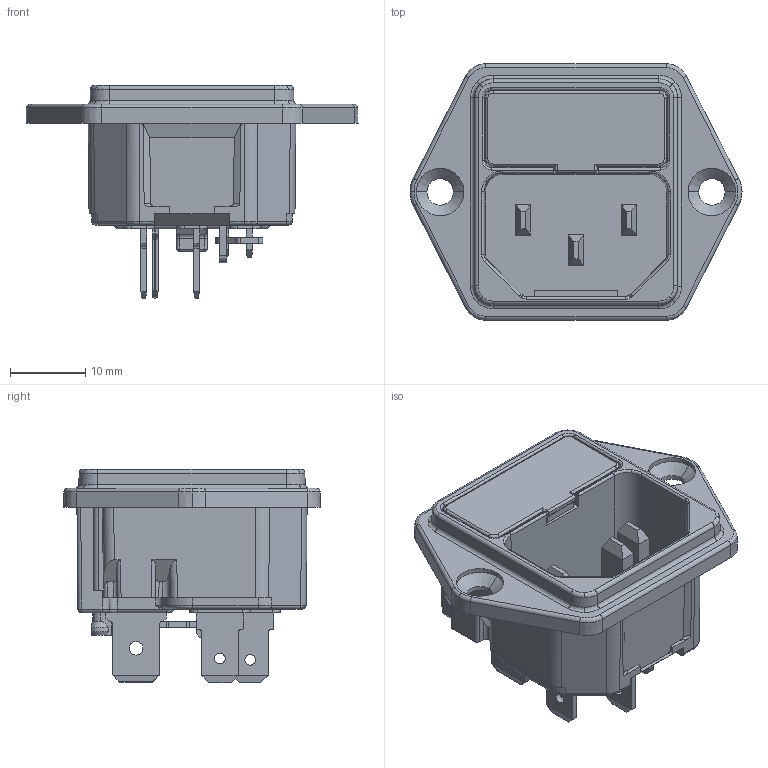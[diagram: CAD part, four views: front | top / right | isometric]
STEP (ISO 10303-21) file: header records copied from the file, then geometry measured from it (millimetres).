
FILE_DESCRIPTION (( 'STEP AP214' ), '1' );
FILE_NAME ('0100.1465.STEP', '2006-11-28T12:55:09', ( '' ), ( '' ), 'SwSTEP 2.0', 'SolidWorks 2006104', '' );
FILE_SCHEMA (( 'AUTOMOTIVE_DESIGN' ));
Length unit declared in the file: millimetre
Products named in the file (1): 0100.1465
Bounding box: 44 x 34 x 28.25 mm (x, y, z)
Volume: 9526.8 mm3; surface area: 7677.5 mm2
Topology: 1 solids, 11 shells, 691 faces, 1773 edges, 1115 vertices
Faces by surface type: plane 365, cylinder 224, bspline 49, cone 26, torus 17, sphere 10
Entity records: 27379 total; most frequent: CARTESIAN_POINT 11261, ORIENTED_EDGE 3530, DIRECTION 3155, EDGE_CURVE 1765, LINE 1155, VECTOR 1155, VERTEX_POINT 1115, AXIS2_PLACEMENT_3D 1000
